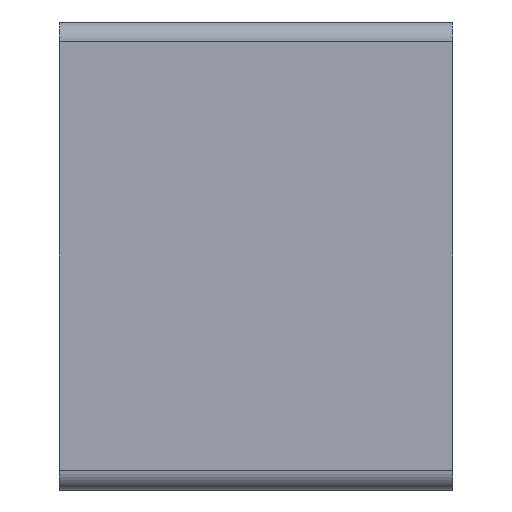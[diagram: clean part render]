
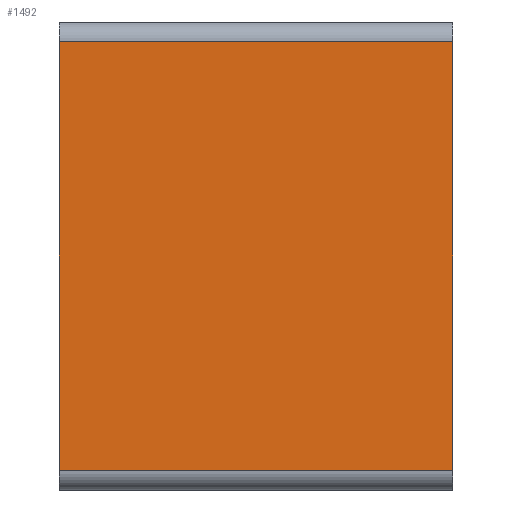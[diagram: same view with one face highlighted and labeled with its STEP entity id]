
A CAD part, left-side view. The second image highlights one B-rep face of the part: STEP entity #1492.
In plain terms, the highlighted planar face has unit normal (-1, 0, 0).
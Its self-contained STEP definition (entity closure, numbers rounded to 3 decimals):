
#1145=CARTESIAN_POINT('',(-592.25,197.0,-109.));
#1146=VERTEX_POINT('',#1145);
#1164=CARTESIAN_POINT('',(-592.25,-3.0,-109.));
#1165=VERTEX_POINT('',#1164);
#1173=CARTESIAN_POINT('',(-592.25,-3.0,-109.));
#1174=DIRECTION('',(0.0,1.0,0.0));
#1175=VECTOR('',#1174,200.0);
#1176=LINE('',#1173,#1175);
#1177=EDGE_CURVE('',#1165,#1146,#1176,.T.);
#1230=CARTESIAN_POINT('',(-592.25,-3.0,109.));
#1231=VERTEX_POINT('',#1230);
#1239=CARTESIAN_POINT('',(-592.25,-3.0,109.));
#1240=DIRECTION('',(0.0,0.0,-1.0));
#1241=VECTOR('',#1240,218.0);
#1242=LINE('',#1239,#1241);
#1243=EDGE_CURVE('',#1231,#1165,#1242,.T.);
#1422=CARTESIAN_POINT('',(-592.25,197.0,109.));
#1423=VERTEX_POINT('',#1422);
#1431=CARTESIAN_POINT('',(-592.25,197.0,109.));
#1432=DIRECTION('',(0.0,-1.0,0.0));
#1433=VECTOR('',#1432,200.0);
#1434=LINE('',#1431,#1433);
#1435=EDGE_CURVE('',#1423,#1231,#1434,.T.);
#1476=CARTESIAN_POINT('',(-592.25,0.0,-119.));
#1477=DIRECTION('',(-1.0,0.0,0.0));
#1478=DIRECTION('',(0.0,0.0,1.0));
#1479=AXIS2_PLACEMENT_3D('',#1476,#1477,#1478);
#1480=PLANE('',#1479);
#1481=ORIENTED_EDGE('',*,*,#1177,.F.);
#1482=ORIENTED_EDGE('',*,*,#1243,.F.);
#1483=ORIENTED_EDGE('',*,*,#1435,.F.);
#1484=CARTESIAN_POINT('',(-592.25,197.0,-109.));
#1485=DIRECTION('',(0.0,0.0,1.0));
#1486=VECTOR('',#1485,218.0);
#1487=LINE('',#1484,#1486);
#1488=EDGE_CURVE('',#1146,#1423,#1487,.T.);
#1489=ORIENTED_EDGE('',*,*,#1488,.F.);
#1490=EDGE_LOOP('',(#1481,#1482,#1483,#1489));
#1491=FACE_OUTER_BOUND('',#1490,.T.);
#1492=ADVANCED_FACE('',(#1491),#1480,.T.);
